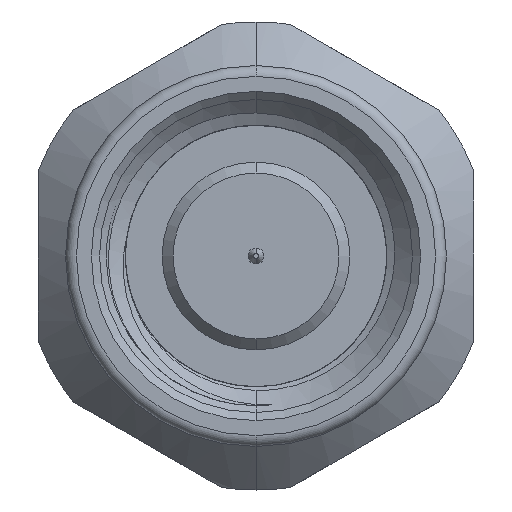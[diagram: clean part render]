
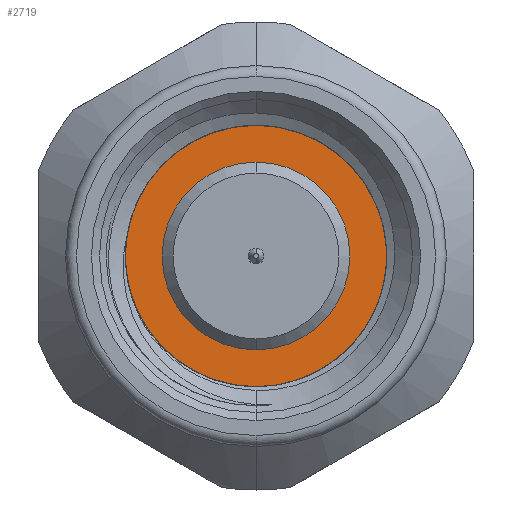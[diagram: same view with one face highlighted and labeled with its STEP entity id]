
A CAD part, left-side view. The second image highlights one B-rep face of the part: STEP entity #2719.
In plain terms, the highlighted planar face has unit normal (-1, 0, 0).
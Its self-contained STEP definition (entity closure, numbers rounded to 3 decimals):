
#51 = VERTEX_POINT ( 'NONE', #7707 ) ;
#310 = CARTESIAN_POINT ( 'NONE',  ( -17.644, 0., -1.725 ) ) ;
#402 = ORIENTED_EDGE ( 'NONE', *, *, #2933, .T. ) ;
#482 = DIRECTION ( 'NONE',  ( 0., 0., -1. ) ) ;
#701 = DIRECTION ( 'NONE',  ( 1., 0., 0. ) ) ;
#774 = EDGE_CURVE ( 'NONE', #1303, #2544, #8564, .T. ) ;
#881 = ORIENTED_EDGE ( 'NONE', *, *, #4617, .F. ) ;
#910 = ORIENTED_EDGE ( 'NONE', *, *, #1379, .F. ) ;
#1123 = AXIS2_PLACEMENT_3D ( 'NONE', #2759, #701, #1931 ) ;
#1303 = VERTEX_POINT ( 'NONE', #310 ) ;
#1379 = EDGE_CURVE ( 'NONE', #51, #3895, #1543, .T. ) ;
#1543 = CIRCLE ( 'NONE', #3874, 3.25 ) ;
#1931 = DIRECTION ( 'NONE',  ( 0., 0., -1. ) ) ;
#2122 = EDGE_LOOP ( 'NONE', ( #881, #910 ) ) ;
#2137 = ORIENTED_EDGE ( 'NONE', *, *, #774, .T. ) ;
#2254 = CARTESIAN_POINT ( 'NONE',  ( -17.644, 0., 1.725 ) ) ;
#2371 = EDGE_LOOP ( 'NONE', ( #2137, #402 ) ) ;
#2544 = VERTEX_POINT ( 'NONE', #2254 ) ;
#2719 = ADVANCED_FACE ( 'NONE', ( #4029, #3205 ), #5307, .F. ) ;
#2759 = CARTESIAN_POINT ( 'NONE',  ( -17.644, 0., 0. ) ) ;
#2933 = EDGE_CURVE ( 'NONE', #2544, #1303, #8728, .T. ) ;
#3101 = CARTESIAN_POINT ( 'NONE',  ( -17.644, 0., 0. ) ) ;
#3205 = FACE_OUTER_BOUND ( 'NONE', #2122, .T. ) ;
#3657 = CARTESIAN_POINT ( 'NONE',  ( -17.644, 0., 0. ) ) ;
#3874 = AXIS2_PLACEMENT_3D ( 'NONE', #3101, #6037, #5349 ) ;
#3892 = DIRECTION ( 'NONE',  ( 1., 0., 0. ) ) ;
#3895 = VERTEX_POINT ( 'NONE', #6302 ) ;
#4029 = FACE_BOUND ( 'NONE', #2371, .T. ) ;
#4596 = AXIS2_PLACEMENT_3D ( 'NONE', #8966, #7585, #482 ) ;
#4617 = EDGE_CURVE ( 'NONE', #3895, #51, #5807, .T. ) ;
#5307 = PLANE ( 'NONE',  #7553 ) ;
#5349 = DIRECTION ( 'NONE',  ( 0., 0., -1. ) ) ;
#5807 = CIRCLE ( 'NONE', #1123, 3.25 ) ;
#5890 = DIRECTION ( 'NONE',  ( 1., 0., 0. ) ) ;
#6037 = DIRECTION ( 'NONE',  ( 1., 0., 0. ) ) ;
#6302 = CARTESIAN_POINT ( 'NONE',  ( -17.644, 0., -3.25 ) ) ;
#7422 = DIRECTION ( 'NONE',  ( 0., 1., 0. ) ) ;
#7553 = AXIS2_PLACEMENT_3D ( 'NONE', #8936, #3892, #7422 ) ;
#7585 = DIRECTION ( 'NONE',  ( 1., 0., 0. ) ) ;
#7707 = CARTESIAN_POINT ( 'NONE',  ( -17.644, 0., 3.25 ) ) ;
#7877 = DIRECTION ( 'NONE',  ( 0., 0., -1. ) ) ;
#8441 = AXIS2_PLACEMENT_3D ( 'NONE', #3657, #5890, #7877 ) ;
#8564 = CIRCLE ( 'NONE', #4596, 1.725 ) ;
#8728 = CIRCLE ( 'NONE', #8441, 1.725 ) ;
#8936 = CARTESIAN_POINT ( 'NONE',  ( -17.644, -1.725, 0. ) ) ;
#8966 = CARTESIAN_POINT ( 'NONE',  ( -17.644, 0., 0. ) ) ;
